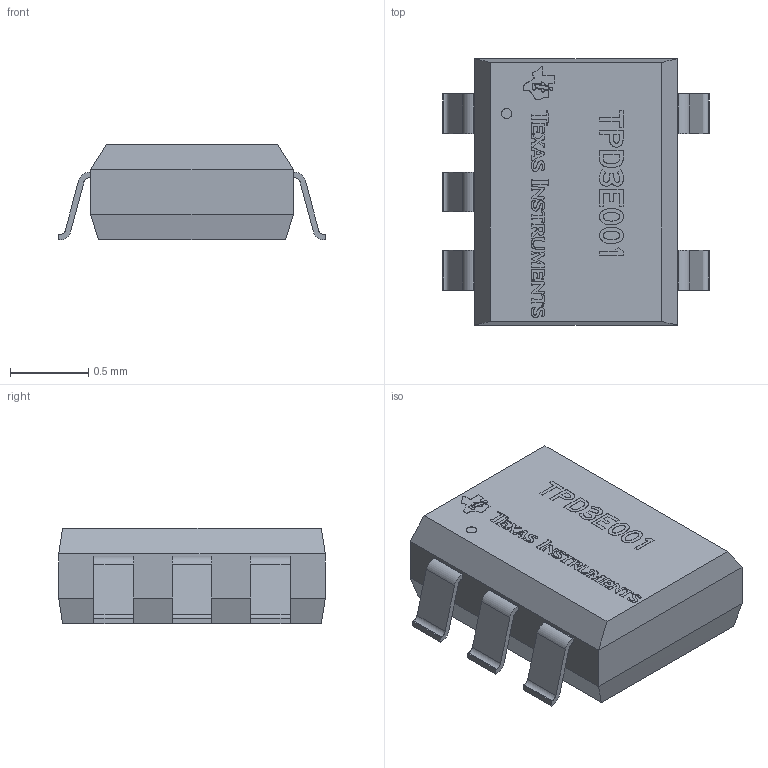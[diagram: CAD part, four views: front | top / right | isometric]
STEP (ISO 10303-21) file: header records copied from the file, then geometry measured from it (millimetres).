
FILE_DESCRIPTION (( 'STEP AP214' ), '1' );
FILE_NAME ('DRL52.STEP', '2021-03-01T21:15:44', ( '' ), ( '' ), 'SwSTEP 2.0', 'SolidWorks 2020', '' );
FILE_SCHEMA (( 'AUTOMOTIVE_DESIGN' ));
Length unit declared in the file: millimetre
Products named in the file (1): DRL52
Bounding box: 1.7 x 1.7 x 0.61 mm (x, y, z)
Volume: 1.3 mm3; surface area: 9 mm2
Topology: 7 solids, 7 shells, 465 faces, 1255 edges, 834 vertices
Faces by surface type: bspline 258, plane 185, cylinder 22
Entity records: 18691 total; most frequent: CARTESIAN_POINT 8492, ORIENTED_EDGE 2510, EDGE_CURVE 1255, DIRECTION 1143, VERTEX_POINT 834, VECTOR 639, LINE 639, B_SPLINE_CURVE_WITH_KNOTS 572
